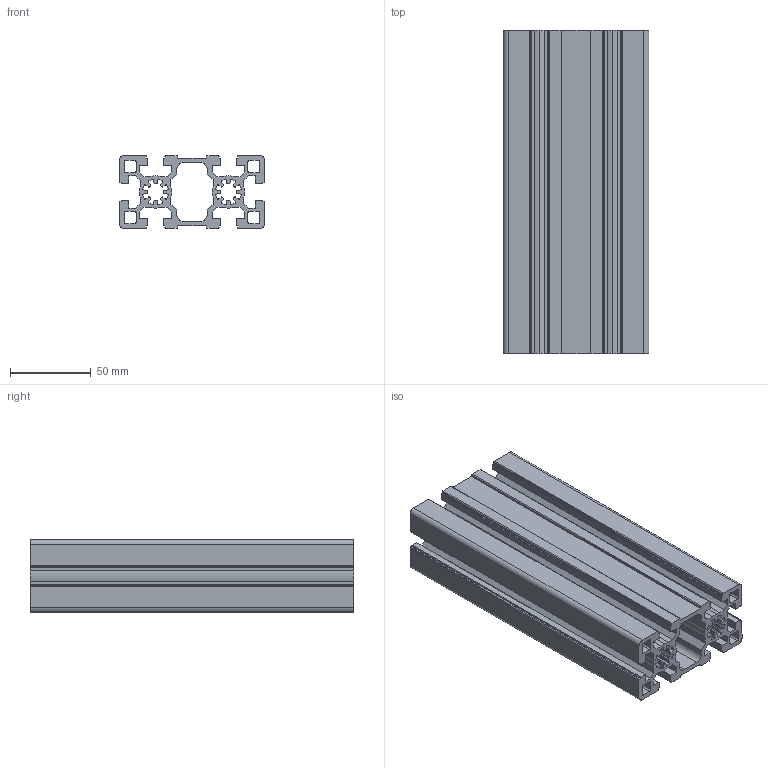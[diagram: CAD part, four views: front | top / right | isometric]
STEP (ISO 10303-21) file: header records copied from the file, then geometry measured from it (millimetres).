
FILE_DESCRIPTION (( 'STEP AP203' ), '1' );
FILE_NAME ('411990300_c_1.STEP', '2022-10-23T06:44:26', ( '' ), ( '' ), 'SwSTEP 2.0', 'SolidWorks 2014', '' );
FILE_SCHEMA (( 'CONFIG_CONTROL_DESIGN' ));
Length unit declared in the file: millimetre
Products named in the file (1): 411990300_c_1
Bounding box: 90 x 200 x 45 mm (x, y, z)
Volume: 304789.5 mm3; surface area: 185086.6 mm2
Topology: 1 solids, 1 shells, 354 faces, 1056 edges, 704 vertices
Faces by surface type: cylinder 188, plane 166
Entity records: 12121 total; most frequent: DIRECTION 2142, CARTESIAN_POINT 2115, ORIENTED_EDGE 2112, EDGE_CURVE 1056, AXIS2_PLACEMENT_3D 731, VERTEX_POINT 704, LINE 680, VECTOR 680
